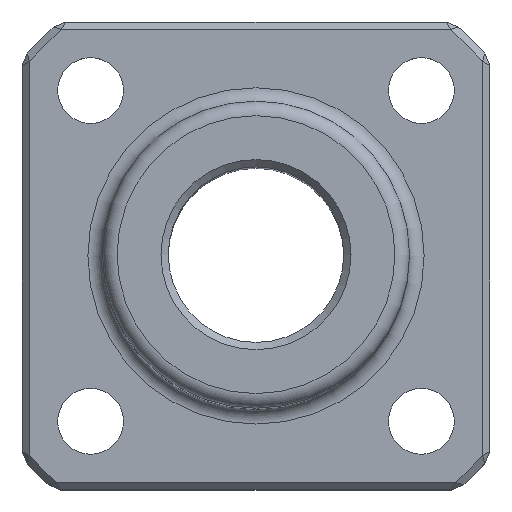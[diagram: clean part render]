
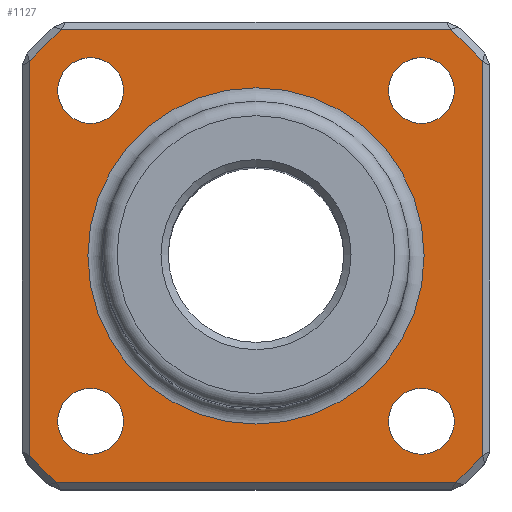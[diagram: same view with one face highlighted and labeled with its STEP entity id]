
A CAD part, top view. The second image highlights one B-rep face of the part: STEP entity #1127.
In plain terms, the highlighted planar face has unit normal (0, 0, 1).
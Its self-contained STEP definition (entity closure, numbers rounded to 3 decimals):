
#62=LINE('',#1762,#163);
#83=LINE('',#1803,#184);
#98=LINE('',#1832,#199);
#105=LINE('',#1845,#206);
#107=LINE('',#1848,#208);
#109=LINE('',#1851,#210);
#111=LINE('',#1854,#212);
#113=LINE('',#1857,#214);
#163=VECTOR('',#1411,10.);
#184=VECTOR('',#1450,10.);
#199=VECTOR('',#1479,10.);
#206=VECTOR('',#1492,10.);
#208=VECTOR('',#1496,10.);
#210=VECTOR('',#1500,10.);
#212=VECTOR('',#1504,10.);
#214=VECTOR('',#1508,10.);
#276=PLANE('',#1226);
#314=FACE_BOUND('',#478,.T.);
#315=FACE_BOUND('',#479,.T.);
#316=FACE_BOUND('',#480,.T.);
#317=FACE_BOUND('',#481,.T.);
#318=FACE_BOUND('',#482,.T.);
#389=FACE_OUTER_BOUND('',#477,.T.);
#477=EDGE_LOOP('',(#1006,#1007,#1008,#1009,#1010,#1011,#1012,#1013));
#478=EDGE_LOOP('',(#1014));
#479=EDGE_LOOP('',(#1015));
#480=EDGE_LOOP('',(#1016));
#481=EDGE_LOOP('',(#1017));
#482=EDGE_LOOP('',(#1018));
#537=CIRCLE('',#1227,11.5);
#538=CIRCLE('',#1228,2.25);
#539=CIRCLE('',#1229,2.25);
#540=CIRCLE('',#1230,2.25);
#541=CIRCLE('',#1231,2.25);
#596=VERTEX_POINT('',#1725);
#599=VERTEX_POINT('',#1735);
#604=VERTEX_POINT('',#1753);
#611=VERTEX_POINT('',#1778);
#615=VERTEX_POINT('',#1794);
#619=VERTEX_POINT('',#1813);
#622=VERTEX_POINT('',#1823);
#625=VERTEX_POINT('',#1836);
#627=VERTEX_POINT('',#1863);
#628=VERTEX_POINT('',#1865);
#629=VERTEX_POINT('',#1867);
#630=VERTEX_POINT('',#1869);
#631=VERTEX_POINT('',#1871);
#717=EDGE_CURVE('',#596,#604,#62,.T.);
#738=EDGE_CURVE('',#604,#615,#83,.T.);
#753=EDGE_CURVE('',#615,#622,#98,.T.);
#760=EDGE_CURVE('',#622,#625,#105,.T.);
#762=EDGE_CURVE('',#625,#619,#107,.T.);
#764=EDGE_CURVE('',#619,#611,#109,.T.);
#766=EDGE_CURVE('',#611,#599,#111,.T.);
#768=EDGE_CURVE('',#599,#596,#113,.T.);
#770=EDGE_CURVE('',#627,#627,#537,.T.);
#771=EDGE_CURVE('',#628,#628,#538,.T.);
#772=EDGE_CURVE('',#629,#629,#539,.T.);
#773=EDGE_CURVE('',#630,#630,#540,.T.);
#774=EDGE_CURVE('',#631,#631,#541,.T.);
#1006=ORIENTED_EDGE('',*,*,#717,.F.);
#1007=ORIENTED_EDGE('',*,*,#768,.F.);
#1008=ORIENTED_EDGE('',*,*,#766,.F.);
#1009=ORIENTED_EDGE('',*,*,#764,.F.);
#1010=ORIENTED_EDGE('',*,*,#762,.F.);
#1011=ORIENTED_EDGE('',*,*,#760,.F.);
#1012=ORIENTED_EDGE('',*,*,#753,.F.);
#1013=ORIENTED_EDGE('',*,*,#738,.F.);
#1014=ORIENTED_EDGE('',*,*,#770,.F.);
#1015=ORIENTED_EDGE('',*,*,#771,.T.);
#1016=ORIENTED_EDGE('',*,*,#772,.T.);
#1017=ORIENTED_EDGE('',*,*,#773,.T.);
#1018=ORIENTED_EDGE('',*,*,#774,.T.);
#1127=ADVANCED_FACE('',(#389,#314,#315,#316,#317,#318),#276,.T.);
#1226=AXIS2_PLACEMENT_3D('',#1862,#1516,#1517);
#1227=AXIS2_PLACEMENT_3D('',#1864,#1518,#1519);
#1228=AXIS2_PLACEMENT_3D('',#1866,#1520,#1521);
#1229=AXIS2_PLACEMENT_3D('',#1868,#1522,#1523);
#1230=AXIS2_PLACEMENT_3D('',#1870,#1524,#1525);
#1231=AXIS2_PLACEMENT_3D('',#1872,#1526,#1527);
#1411=DIRECTION('',(-0.707,-0.707,0.));
#1450=DIRECTION('',(-1.,0.,0.));
#1479=DIRECTION('',(-0.707,0.707,0.));
#1492=DIRECTION('',(0.,1.,0.));
#1496=DIRECTION('',(0.707,0.707,0.));
#1500=DIRECTION('',(1.,0.,0.));
#1504=DIRECTION('',(0.707,-0.707,0.));
#1508=DIRECTION('',(0.,-1.,0.));
#1516=DIRECTION('center_axis',(0.,0.,1.));
#1517=DIRECTION('ref_axis',(1.,0.,0.));
#1518=DIRECTION('center_axis',(0.,0.,1.));
#1519=DIRECTION('ref_axis',(-1.,0.,0.));
#1520=DIRECTION('center_axis',(0.,0.,-1.));
#1521=DIRECTION('ref_axis',(-1.,0.,0.));
#1522=DIRECTION('center_axis',(0.,0.,-1.));
#1523=DIRECTION('ref_axis',(-1.,0.,0.));
#1524=DIRECTION('center_axis',(0.,0.,-1.));
#1525=DIRECTION('ref_axis',(-1.,0.,0.));
#1526=DIRECTION('center_axis',(0.,0.,-1.));
#1527=DIRECTION('ref_axis',(-1.,0.,0.));
#1725=CARTESIAN_POINT('',(15.5,-13.663,6.));
#1735=CARTESIAN_POINT('',(15.5,13.32,6.));
#1753=CARTESIAN_POINT('',(13.663,-15.5,6.));
#1762=CARTESIAN_POINT('',(14.035,-15.128,6.));
#1778=CARTESIAN_POINT('',(13.32,15.5,6.));
#1794=CARTESIAN_POINT('',(-13.663,-15.5,6.));
#1803=CARTESIAN_POINT('',(-6.935,-15.5,6.));
#1813=CARTESIAN_POINT('',(-13.32,15.5,6.));
#1823=CARTESIAN_POINT('',(-15.5,-13.663,6.));
#1832=CARTESIAN_POINT('',(-15.1,-14.063,6.));
#1836=CARTESIAN_POINT('',(-15.5,13.32,6.));
#1845=CARTESIAN_POINT('',(-15.5,6.735,6.));
#1848=CARTESIAN_POINT('',(-13.806,15.014,6.));
#1851=CARTESIAN_POINT('',(6.763,15.5,6.));
#1854=CARTESIAN_POINT('',(15.043,13.777,6.));
#1857=CARTESIAN_POINT('',(15.5,-6.964,6.));
#1862=CARTESIAN_POINT('Origin',(0.,-0.058,6.));
#1863=CARTESIAN_POINT('',(11.5,0.,6.));
#1864=CARTESIAN_POINT('Origin',(0.,0.,6.));
#1865=CARTESIAN_POINT('',(13.564,-11.314,6.));
#1866=CARTESIAN_POINT('Origin',(11.314,-11.314,6.));
#1867=CARTESIAN_POINT('',(-9.064,11.314,6.));
#1868=CARTESIAN_POINT('Origin',(-11.314,11.314,6.));
#1869=CARTESIAN_POINT('',(-9.064,-11.314,6.));
#1870=CARTESIAN_POINT('Origin',(-11.314,-11.314,6.));
#1871=CARTESIAN_POINT('',(13.564,11.314,6.));
#1872=CARTESIAN_POINT('Origin',(11.314,11.314,6.));
